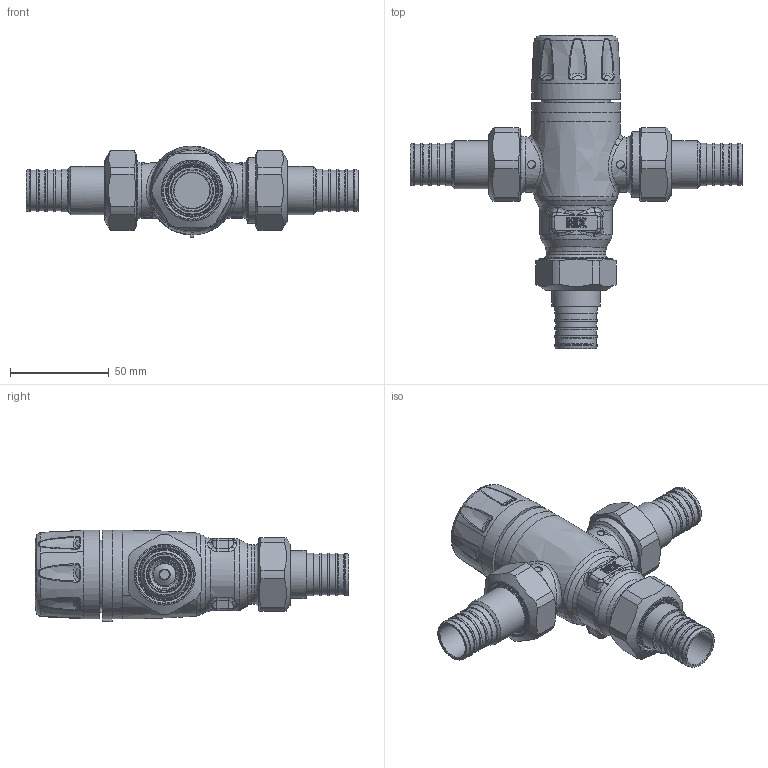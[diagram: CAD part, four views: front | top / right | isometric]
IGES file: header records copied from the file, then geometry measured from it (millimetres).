
Global section: file name: 521607A_Simplify_1; native system: Autodesk Inventor 2025; preprocessor: unknown; author: ischreiner; date: 20250731.081716; units: inch
Bounding box: 168.35 x 158.89 x 46.47 mm (x, y, z)
Volume: 235475.2 mm3; surface area: 63449.5 mm2
Topology: 9 solids, 9 shells, 1921 faces, 4763 edges, 2852 vertices
Faces by surface type: bspline 1921
